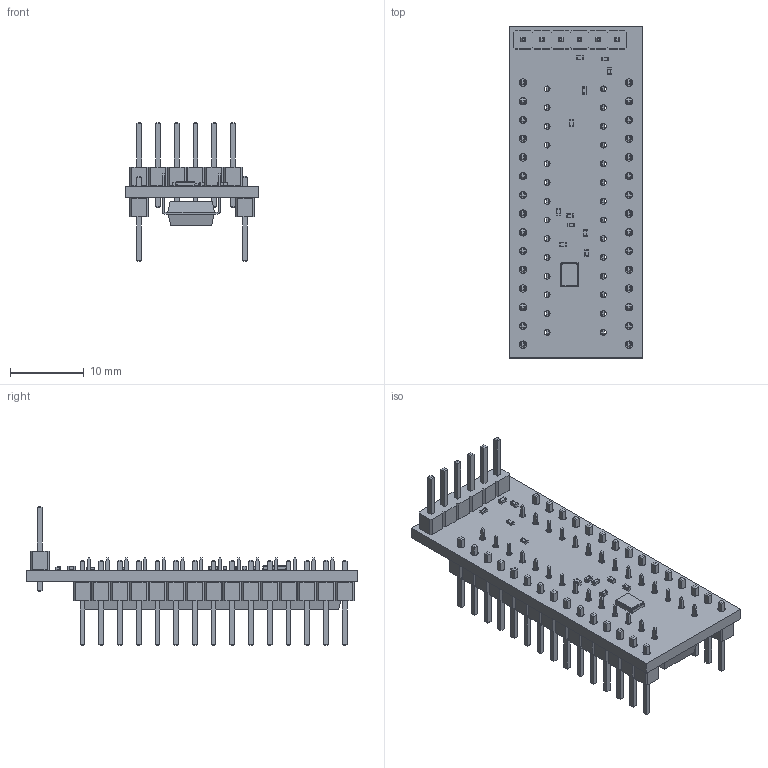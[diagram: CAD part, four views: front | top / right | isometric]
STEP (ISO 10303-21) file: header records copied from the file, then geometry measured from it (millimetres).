
FILE_DESCRIPTION(('KiCad electronic assembly'),'2;1');
FILE_NAME('proyecto_micro_v3.step','2024-04-30T10:24:38',('Pcbnew'),( 'Kicad'),'Open CASCADE STEP processor 7.7','KiCad to STEP converter' ,'Unknown');
FILE_SCHEMA(('AUTOMOTIVE_DESIGN { 1 0 10303 214 1 1 1 1 }'));
Length unit declared in the file: millimetre
Products named in the file (14): proyecto_micro_v3 1; Crystal_SMD_SeikoEpson_TSX3225-4Pin_3.2x2.5mm; C_0402_1005Metric; PinHeader_1x06_P2.54mm_Vertical; PinHeader_1x06_P254mm_Vertical; R_0402_1005Metric; PinHeader_1x15_P2.54mm_Vertical; PinHeader_1x15_P254mm_Vertical; DIP-28_W7.62mm; proyecto_micro_v3_PCB
Assembly tree (23 placements, depth 3):
  proyecto_micro_v3 1
    Crystal_SMD_SeikoEpson_TSX3225-4Pin_3.2x2.5mm
      Crystal_SMD_SeikoEpson_TSX3225-4Pin_3.2x2.5mm
    C_0402_1005Metric  x8
      C_0402_1005Metric
    PinHeader_1x06_P2.54mm_Vertical
      PinHeader_1x06_P254mm_Vertical
    R_0402_1005Metric  x3
      R_0402_1005Metric
    PinHeader_1x15_P2.54mm_Vertical  x2
      PinHeader_1x15_P254mm_Vertical
    DIP-28_W7.62mm
      DIP-28_W7.62mm
    proyecto_micro_v3_PCB
Bounding box: 18.06 x 45.03 x 18.78 mm (x, y, z)
Volume: 2680.7 mm3; surface area: 4931.2 mm2
Topology: 17 solids, 17 shells, 1764 faces, 4498 edges, 2858 vertices
Faces by surface type: plane 1471, cylinder 253, bspline 40
Full cylindrical faces by diameter (mm): 0.8 x28, 1 x36
Entity records: 42744 total; most frequent: CARTESIAN_POINT 6484, ORIENTED_EDGE 5964, DIRECTION 5543, EDGE_CURVE 2982, LINE 2655, VECTOR 2655, VERTEX_POINT 1890, AXIS2_PLACEMENT_3D 1444
